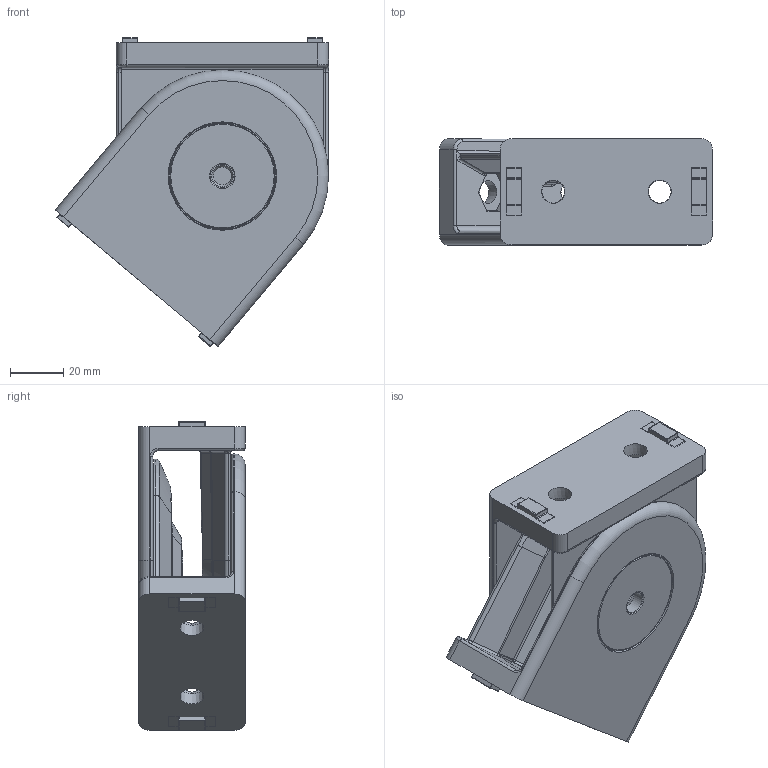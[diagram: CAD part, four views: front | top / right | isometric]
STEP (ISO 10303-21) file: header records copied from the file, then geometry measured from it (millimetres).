
FILE_DESCRIPTION(/* description */ (''),/* implementation_level */ '2;1');
FILE_NAME(/* name */ 'Syskomp 204500605 Gelenk 40x80.stp',/* time_stamp */ '2014-06-05T07:52:11+02:00',/* author */ ('mstrom'),/* organization */ (''),/* preprocessor_version */ 'ST-DEVELOPER v15.2',/* originating_system */ 'Autodesk Inventor 2014',/* authorisation */ '0 mm^3');
FILE_SCHEMA (('AUTOMOTIVE_DESIGN { 1 0 10303 214 3 1 1 }'));
Length unit declared in the file: millimetre
Products named in the file (1): Syskomp 204500605 Gelenk 40x80
Bounding box: 102.43 x 39.8 x 115.79 mm (x, y, z)
Volume: 175308.1 mm3; surface area: 79146.7 mm2
Topology: 11 solids, 11 shells, 984 faces, 2259 edges, 1255 vertices
Faces by surface type: cylinder 310, plane 268, torus 142, bspline 104, cone 96, sphere 64
Full cylindrical faces by diameter (mm): 2 x4, 6.8 x2, 8 x1, 8.3 x1, 9 x1, 16 x1, 20 x2, 28 x2, 40 x2, 69.6 x2, 70 x2
Entity records: 29723 total; most frequent: CARTESIAN_POINT 8207, DIRECTION 4872, ORIENTED_EDGE 4196, EDGE_CURVE 2098, AXIS2_PLACEMENT_3D 2007, VERTEX_POINT 1240, EDGE_LOOP 1112, CIRCLE 1090
